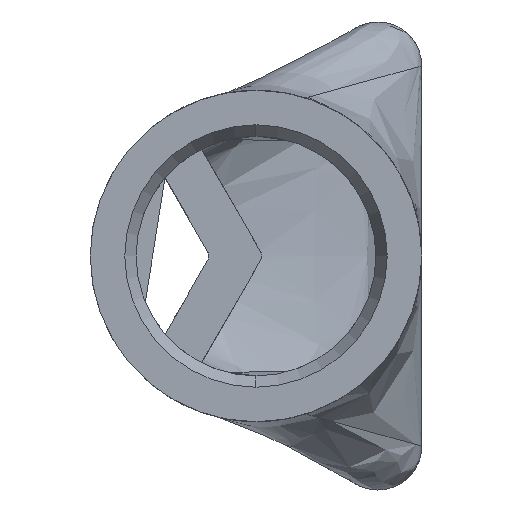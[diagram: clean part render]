
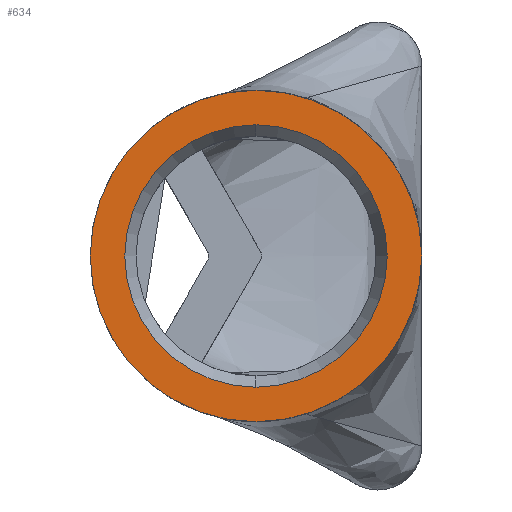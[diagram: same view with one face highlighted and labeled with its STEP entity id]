
A CAD part, left-side view. The second image highlights one B-rep face of the part: STEP entity #634.
In plain terms, the highlighted planar face has unit normal (-1, 0, 0).
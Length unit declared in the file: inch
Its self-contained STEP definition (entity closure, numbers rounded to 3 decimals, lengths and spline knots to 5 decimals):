
#24 = DIRECTION ( 'NONE',  ( 1., 0., 0. ) ) ;
#74 = CARTESIAN_POINT ( 'NONE',  ( 0., 0.17, 0.13455 ) ) ;
#142 = ORIENTED_EDGE ( 'NONE', *, *, #816, .T. ) ;
#164 = DIRECTION ( 'NONE',  ( -1., 0., 0. ) ) ;
#214 = CARTESIAN_POINT ( 'NONE',  ( 0., 0.17, 0. ) ) ;
#216 = DIRECTION ( 'NONE',  ( 0., 0., 1. ) ) ;
#233 = ORIENTED_EDGE ( 'NONE', *, *, #1120, .T. ) ;
#376 = EDGE_CURVE ( 'NONE', #385, #1566, #1128, .T. ) ;
#385 = VERTEX_POINT ( 'NONE', #761 ) ;
#388 = AXIS2_PLACEMENT_3D ( 'NONE', #1013, #1150, #1435 ) ;
#524 = AXIS2_PLACEMENT_3D ( 'NONE', #1545, #1027, #216 ) ;
#525 = AXIS2_PLACEMENT_3D ( 'NONE', #1068, #24, #1312 ) ;
#527 = VERTEX_POINT ( 'NONE', #74 ) ;
#528 = FACE_BOUND ( 'NONE', #1510, .T. ) ;
#546 = DIRECTION ( 'NONE',  ( 0., 0., 1. ) ) ;
#634 = ADVANCED_FACE ( 'NONE', ( #1209, #528 ), #1486, .T. ) ;
#710 = CIRCLE ( 'NONE', #525, 0.17 ) ;
#713 = ORIENTED_EDGE ( 'NONE', *, *, #1346, .F. ) ;
#761 = CARTESIAN_POINT ( 'NONE',  ( 0., 0.17, -0.17 ) ) ;
#816 = EDGE_CURVE ( 'NONE', #1655, #527, #852, .T. ) ;
#852 = CIRCLE ( 'NONE', #524, 0.13455 ) ;
#1013 = CARTESIAN_POINT ( 'NONE',  ( 0., 0.17, 0. ) ) ;
#1027 = DIRECTION ( 'NONE',  ( 1., 0., 0. ) ) ;
#1068 = CARTESIAN_POINT ( 'NONE',  ( 0., 0.17, 0. ) ) ;
#1078 = AXIS2_PLACEMENT_3D ( 'NONE', #1186, #164, #546 ) ;
#1120 = EDGE_CURVE ( 'NONE', #527, #1655, #1577, .T. ) ;
#1128 = CIRCLE ( 'NONE', #388, 0.17 ) ;
#1150 = DIRECTION ( 'NONE',  ( 1., 0., 0. ) ) ;
#1176 = ORIENTED_EDGE ( 'NONE', *, *, #376, .F. ) ;
#1186 = CARTESIAN_POINT ( 'NONE',  ( 0., 0., 0. ) ) ;
#1190 = AXIS2_PLACEMENT_3D ( 'NONE', #214, #1234, #1259 ) ;
#1209 = FACE_OUTER_BOUND ( 'NONE', #1522, .T. ) ;
#1234 = DIRECTION ( 'NONE',  ( 1., 0., 0. ) ) ;
#1259 = DIRECTION ( 'NONE',  ( 0., 0., 1. ) ) ;
#1262 = CARTESIAN_POINT ( 'NONE',  ( 0., 0.17, -0.13455 ) ) ;
#1299 = CARTESIAN_POINT ( 'NONE',  ( 0., 0.17, 0.17 ) ) ;
#1312 = DIRECTION ( 'NONE',  ( 0., 0., 1. ) ) ;
#1346 = EDGE_CURVE ( 'NONE', #1566, #385, #710, .T. ) ;
#1435 = DIRECTION ( 'NONE',  ( 0., 0., 1. ) ) ;
#1486 = PLANE ( 'NONE',  #1078 ) ;
#1510 = EDGE_LOOP ( 'NONE', ( #233, #142 ) ) ;
#1522 = EDGE_LOOP ( 'NONE', ( #713, #1176 ) ) ;
#1545 = CARTESIAN_POINT ( 'NONE',  ( 0., 0.17, 0. ) ) ;
#1566 = VERTEX_POINT ( 'NONE', #1299 ) ;
#1577 = CIRCLE ( 'NONE', #1190, 0.13455 ) ;
#1655 = VERTEX_POINT ( 'NONE', #1262 ) ;
